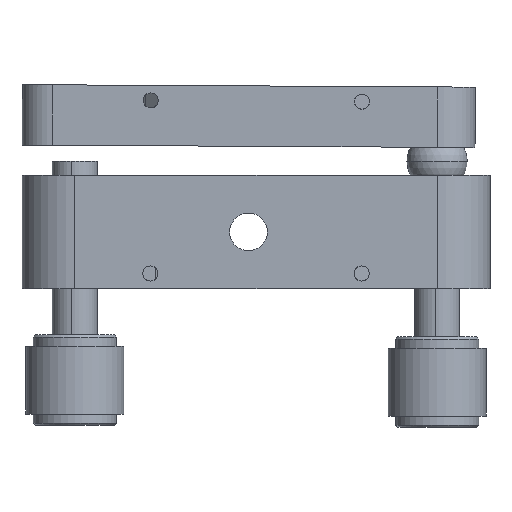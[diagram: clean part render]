
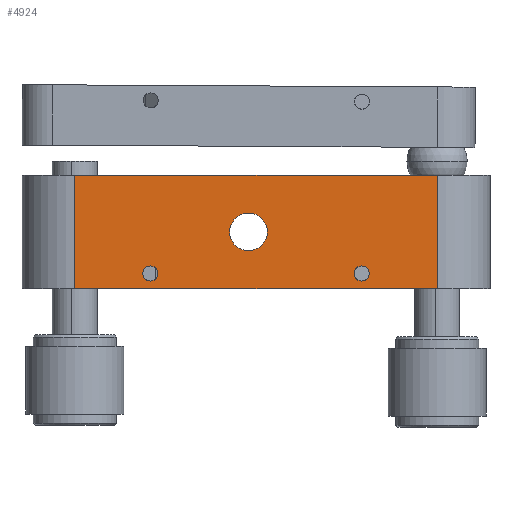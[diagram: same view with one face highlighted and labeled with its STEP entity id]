
A CAD part, front view. The second image highlights one B-rep face of the part: STEP entity #4924.
In plain terms, the highlighted planar face has unit normal (0, -1, 0).
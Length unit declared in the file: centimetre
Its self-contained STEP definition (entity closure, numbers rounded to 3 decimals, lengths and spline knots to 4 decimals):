
#3 = CIRCLE ( 'NONE', #2669, 0.1 ) ;
#415 = ORIENTED_EDGE ( 'NONE', *, *, #4363, .F. ) ;
#507 = ORIENTED_EDGE ( 'NONE', *, *, #4370, .F. ) ;
#524 = VERTEX_POINT ( 'NONE', #1387 ) ;
#560 = VERTEX_POINT ( 'NONE', #1389 ) ;
#581 = ORIENTED_EDGE ( 'NONE', *, *, #4334, .F. ) ;
#636 = ORIENTED_EDGE ( 'NONE', *, *, #6642, .F. ) ;
#646 = ORIENTED_EDGE ( 'NONE', *, *, #6666, .F. ) ;
#651 = VERTEX_POINT ( 'NONE', #4046 ) ;
#672 = ORIENTED_EDGE ( 'NONE', *, *, #6648, .T. ) ;
#814 = VERTEX_POINT ( 'NONE', #3532 ) ;
#966 = VERTEX_POINT ( 'NONE', #3688 ) ;
#975 = VERTEX_POINT ( 'NONE', #3715 ) ;
#995 = VERTEX_POINT ( 'NONE', #3668 ) ;
#1074 = VERTEX_POINT ( 'NONE', #3828 ) ;
#1140 = ORIENTED_EDGE ( 'NONE', *, *, #4352, .T. ) ;
#1164 = VERTEX_POINT ( 'NONE', #3781 ) ;
#1176 = ORIENTED_EDGE ( 'NONE', *, *, #4375, .T. ) ;
#1200 = VERTEX_POINT ( 'NONE', #3890 ) ;
#1257 = ORIENTED_EDGE ( 'NONE', *, *, #4388, .F. ) ;
#1277 = ORIENTED_EDGE ( 'NONE', *, *, #4346, .T. ) ;
#1387 = CARTESIAN_POINT ( 'NONE',  ( 0.9513, -1.9803, -0.45 ) ) ;
#1389 = CARTESIAN_POINT ( 'NONE',  ( -2.8487, -1.9803, 0.75 ) ) ;
#2108 = EDGE_LOOP ( 'NONE', ( #1176, #1277 ) ) ;
#2113 = EDGE_LOOP ( 'NONE', ( #1257, #507 ) ) ;
#2114 = EDGE_LOOP ( 'NONE', ( #636, #415 ) ) ;
#2115 = EDGE_LOOP ( 'NONE', ( #672, #581, #646, #1140 ) ) ;
#2669 = AXIS2_PLACEMENT_3D ( 'NONE', #5937, #5938, #5939 ) ;
#2728 = VECTOR ( 'NONE', #5958, 100. ) ;
#3271 = FACE_OUTER_BOUND ( 'NONE', #2115, .T. ) ;
#3273 = FACE_BOUND ( 'NONE', #2114, .T. ) ;
#3275 = FACE_BOUND ( 'NONE', #2113, .T. ) ;
#3277 = AXIS2_PLACEMENT_3D ( 'NONE', #5797, #5798, #5799 ) ;
#3280 = FACE_BOUND ( 'NONE', #2108, .T. ) ;
#3299 = AXIS2_PLACEMENT_3D ( 'NONE', #4191, #3988, #3987 ) ;
#3301 = AXIS2_PLACEMENT_3D ( 'NONE', #4180, #3568, #3570 ) ;
#3315 = VECTOR ( 'NONE', #4139, 100. ) ;
#3317 = AXIS2_PLACEMENT_3D ( 'NONE', #3653, #3656, #4287 ) ;
#3406 = AXIS2_PLACEMENT_3D ( 'NONE', #3561, #3773, #3776 ) ;
#3418 = AXIS2_PLACEMENT_3D ( 'NONE', #4233, #3995, #3996 ) ;
#3434 = VECTOR ( 'NONE', #4289, 100. ) ;
#3532 = CARTESIAN_POINT ( 'NONE',  ( 1.9513, -1.9803, -0.75 ) ) ;
#3561 = CARTESIAN_POINT ( 'NONE',  ( -1.8487, -1.9803, -0.55 ) ) ;
#3568 = DIRECTION ( 'NONE',  ( 0., -1., 0. ) ) ;
#3570 = DIRECTION ( 'NONE',  ( 0., 0., -1. ) ) ;
#3653 = CARTESIAN_POINT ( 'NONE',  ( 0.9513, -1.9803, -0.55 ) ) ;
#3656 = DIRECTION ( 'NONE',  ( 0., -1., 0. ) ) ;
#3668 = CARTESIAN_POINT ( 'NONE',  ( 1.9513, -1.9803, 0.75 ) ) ;
#3688 = CARTESIAN_POINT ( 'NONE',  ( -2.8487, -1.9803, -0.75 ) ) ;
#3715 = CARTESIAN_POINT ( 'NONE',  ( -1.8487, -1.9803, -0.65 ) ) ;
#3773 = DIRECTION ( 'NONE',  ( 0., -1., 0. ) ) ;
#3776 = DIRECTION ( 'NONE',  ( 0., 0., -1. ) ) ;
#3781 = CARTESIAN_POINT ( 'NONE',  ( 0.9513, -1.9803, -0.65 ) ) ;
#3828 = CARTESIAN_POINT ( 'NONE',  ( -0.5487, -1.9803, 0.25 ) ) ;
#3890 = CARTESIAN_POINT ( 'NONE',  ( -0.5487, -1.9803, -0.25 ) ) ;
#3987 = DIRECTION ( 'NONE',  ( 0., 0., 1. ) ) ;
#3988 = DIRECTION ( 'NONE',  ( 0., 1., 0. ) ) ;
#3995 = DIRECTION ( 'NONE',  ( 0., 1., 0. ) ) ;
#3996 = DIRECTION ( 'NONE',  ( 0., 0., 1. ) ) ;
#4046 = CARTESIAN_POINT ( 'NONE',  ( -1.8487, -1.9803, -0.45 ) ) ;
#4137 = LINE ( 'NONE', #4138, #3315 ) ;
#4138 = CARTESIAN_POINT ( 'NONE',  ( -2.8487, -1.9803, 0.75 ) ) ;
#4139 = DIRECTION ( 'NONE',  ( 0., 0., -1. ) ) ;
#4180 = CARTESIAN_POINT ( 'NONE',  ( -1.8487, -1.9803, -0.55 ) ) ;
#4191 = CARTESIAN_POINT ( 'NONE',  ( -0.5487, -1.9803, 0. ) ) ;
#4233 = CARTESIAN_POINT ( 'NONE',  ( -0.5487, -1.9803, 0. ) ) ;
#4287 = DIRECTION ( 'NONE',  ( 0., 0., -1. ) ) ;
#4289 = DIRECTION ( 'NONE',  ( 0., 0., -1. ) ) ;
#4290 = LINE ( 'NONE', #4292, #3434 ) ;
#4292 = CARTESIAN_POINT ( 'NONE',  ( 1.9513, -1.9803, 0.75 ) ) ;
#4334 = EDGE_CURVE ( 'NONE', #995, #814, #4290, .T. ) ;
#4346 = EDGE_CURVE ( 'NONE', #1200, #1074, #6611, .T. ) ;
#4352 = EDGE_CURVE ( 'NONE', #560, #966, #4137, .T. ) ;
#4363 = EDGE_CURVE ( 'NONE', #524, #1164, #6613, .T. ) ;
#4370 = EDGE_CURVE ( 'NONE', #651, #975, #6579, .T. ) ;
#4375 = EDGE_CURVE ( 'NONE', #1074, #1200, #6580, .T. ) ;
#4388 = EDGE_CURVE ( 'NONE', #975, #651, #6573, .T. ) ;
#4924 = ADVANCED_FACE ( 'NONE', ( #3280, #3275, #3273, #3271 ), #5796, .F. ) ;
#5024 = VECTOR ( 'NONE', #6027, 100. ) ;
#5796 = PLANE ( 'NONE',  #3277 ) ;
#5797 = CARTESIAN_POINT ( 'NONE',  ( 0.8887, -1.9803, 0.75 ) ) ;
#5798 = DIRECTION ( 'NONE',  ( 0., 1., 0. ) ) ;
#5799 = DIRECTION ( 'NONE',  ( 0., 0., 1. ) ) ;
#5937 = CARTESIAN_POINT ( 'NONE',  ( 0.9513, -1.9803, -0.55 ) ) ;
#5938 = DIRECTION ( 'NONE',  ( 0., -1., 0. ) ) ;
#5939 = DIRECTION ( 'NONE',  ( 0., 0., -1. ) ) ;
#5956 = LINE ( 'NONE', #5957, #2728 ) ;
#5957 = CARTESIAN_POINT ( 'NONE',  ( 0.8887, -1.9803, -0.75 ) ) ;
#5958 = DIRECTION ( 'NONE',  ( 1., 0., 0. ) ) ;
#6025 = LINE ( 'NONE', #6026, #5024 ) ;
#6026 = CARTESIAN_POINT ( 'NONE',  ( 0.8887, -1.9803, 0.75 ) ) ;
#6027 = DIRECTION ( 'NONE',  ( 1., 0., 0. ) ) ;
#6573 = CIRCLE ( 'NONE', #3406, 0.1 ) ;
#6579 = CIRCLE ( 'NONE', #3301, 0.1 ) ;
#6580 = CIRCLE ( 'NONE', #3418, 0.25 ) ;
#6611 = CIRCLE ( 'NONE', #3299, 0.25 ) ;
#6613 = CIRCLE ( 'NONE', #3317, 0.1 ) ;
#6642 = EDGE_CURVE ( 'NONE', #1164, #524, #3, .T. ) ;
#6648 = EDGE_CURVE ( 'NONE', #966, #814, #5956, .T. ) ;
#6666 = EDGE_CURVE ( 'NONE', #560, #995, #6025, .T. ) ;
